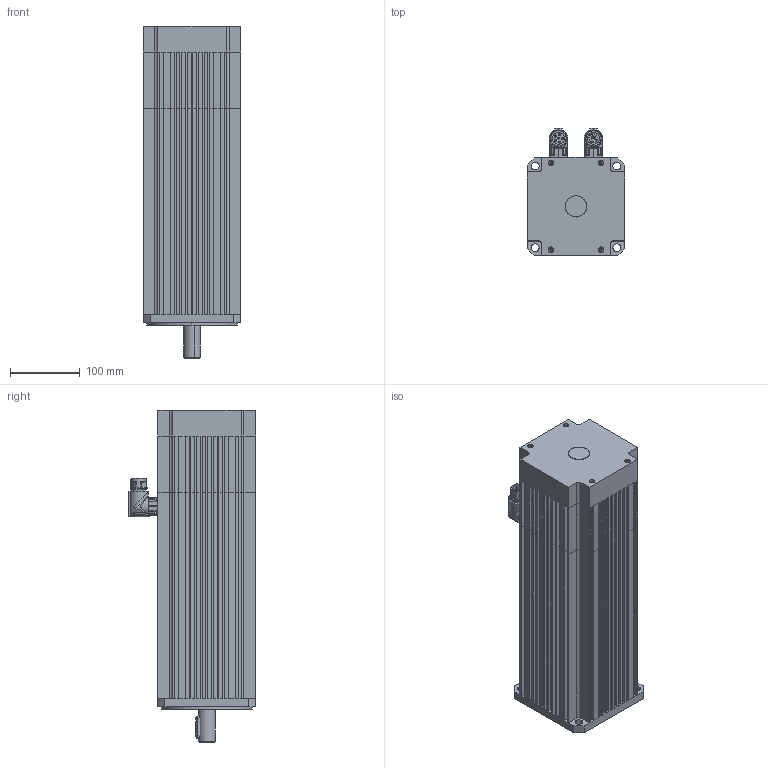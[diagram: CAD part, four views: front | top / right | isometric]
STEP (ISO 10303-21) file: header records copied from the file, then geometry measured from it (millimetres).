
FILE_DESCRIPTION((''),'2;1');
FILE_NAME('FP-3314 + Enc. Heiden. ECN-EQN 1100 + Fre.stp','2012-09-25T08:05:43',('arodrigo'),(''),'Autodesk Inventor 9','Autodesk Inventor 9','');
FILE_SCHEMA(('AUTOMOTIVE_DESIGN { 1 0 10303 214 1 1 1 1 }'));
Length unit declared in the file: millimetre
Products named in the file (1): Pieza1
Bounding box: 140 x 182.15 x 474.9 mm (x, y, z)
Volume: 6625134 mm3; surface area: 585228.4 mm2
Topology: 28 solids, 36 shells, 1529 faces, 3893 edges, 2345 vertices
Faces by surface type: plane 725, cylinder 428, bspline 158, cone 100, sphere 62, torus 56
Entity records: 46850 total; most frequent: CARTESIAN_POINT 10913, DIRECTION 7649, ORIENTED_EDGE 7414, EDGE_CURVE 3707, AXIS2_PLACEMENT_3D 2839, VERTEX_POINT 2329, VECTOR 1971, LINE 1971
